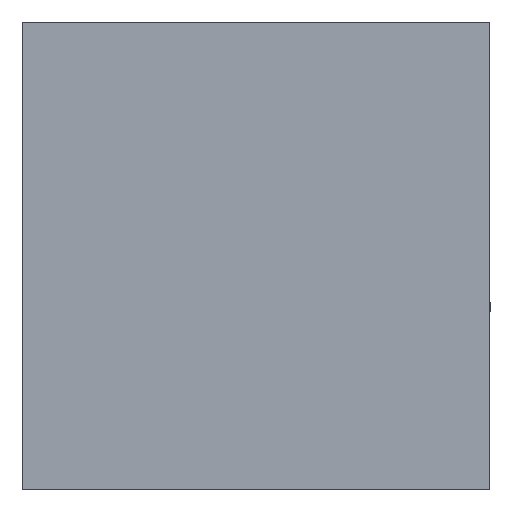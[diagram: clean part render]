
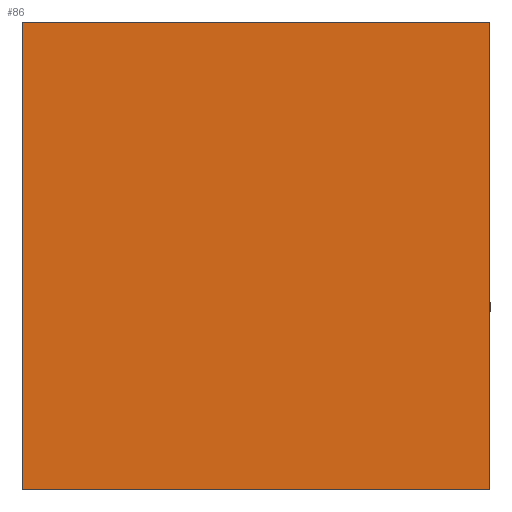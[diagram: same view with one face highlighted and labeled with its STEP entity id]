
A CAD part, front view. The second image highlights one B-rep face of the part: STEP entity #86.
In plain terms, the highlighted planar face has unit normal (0, -1, 0).
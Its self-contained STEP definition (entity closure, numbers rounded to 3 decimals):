
#8 = CARTESIAN_POINT ( 'NONE',  ( -250., 0., 250. ) ) ;
#35 = CARTESIAN_POINT ( 'NONE',  ( 250., 0., -250. ) ) ;
#69 = DIRECTION ( 'NONE',  ( 1., 0., 0. ) ) ;
#72 = CARTESIAN_POINT ( 'NONE',  ( -250., 0., 250. ) ) ;
#86 = ADVANCED_FACE ( 'NONE', ( #363 ), #266, .T. ) ;
#98 = VECTOR ( 'NONE', #493, 1000. ) ;
#118 = LINE ( 'NONE', #8, #605 ) ;
#157 = DIRECTION ( 'NONE',  ( 0., 0., -1. ) ) ;
#172 = DIRECTION ( 'NONE',  ( 0., 0., 1. ) ) ;
#178 = VERTEX_POINT ( 'NONE', #626 ) ;
#186 = ORIENTED_EDGE ( 'NONE', *, *, #441, .F. ) ;
#215 = LINE ( 'NONE', #72, #410 ) ;
#235 = CARTESIAN_POINT ( 'NONE',  ( -250., 0., 250. ) ) ;
#241 = CARTESIAN_POINT ( 'NONE',  ( -250., 0., -250. ) ) ;
#247 = EDGE_CURVE ( 'NONE', #426, #178, #118, .T. ) ;
#266 = PLANE ( 'NONE',  #329 ) ;
#286 = CARTESIAN_POINT ( 'NONE',  ( 250., 0., 250. ) ) ;
#322 = ORIENTED_EDGE ( 'NONE', *, *, #401, .F. ) ;
#329 = AXIS2_PLACEMENT_3D ( 'NONE', #505, #352, #157 ) ;
#343 = VERTEX_POINT ( 'NONE', #35 ) ;
#352 = DIRECTION ( 'NONE',  ( 0., -1., 0. ) ) ;
#363 = FACE_OUTER_BOUND ( 'NONE', #478, .T. ) ;
#401 = EDGE_CURVE ( 'NONE', #559, #426, #215, .T. ) ;
#409 = LINE ( 'NONE', #286, #98 ) ;
#410 = VECTOR ( 'NONE', #172, 1000. ) ;
#413 = CARTESIAN_POINT ( 'NONE',  ( -250., 0., -250. ) ) ;
#426 = VERTEX_POINT ( 'NONE', #235 ) ;
#436 = LINE ( 'NONE', #241, #637 ) ;
#441 = EDGE_CURVE ( 'NONE', #178, #343, #409, .T. ) ;
#459 = EDGE_CURVE ( 'NONE', #343, #559, #436, .T. ) ;
#478 = EDGE_LOOP ( 'NONE', ( #186, #550, #322, #481 ) ) ;
#481 = ORIENTED_EDGE ( 'NONE', *, *, #459, .F. ) ;
#493 = DIRECTION ( 'NONE',  ( 0., 0., -1. ) ) ;
#505 = CARTESIAN_POINT ( 'NONE',  ( 0., 0., 0. ) ) ;
#550 = ORIENTED_EDGE ( 'NONE', *, *, #247, .F. ) ;
#559 = VERTEX_POINT ( 'NONE', #413 ) ;
#605 = VECTOR ( 'NONE', #69, 1000. ) ;
#626 = CARTESIAN_POINT ( 'NONE',  ( 250., 0., 250. ) ) ;
#637 = VECTOR ( 'NONE', #648, 1000. ) ;
#648 = DIRECTION ( 'NONE',  ( -1., 0., 0. ) ) ;
